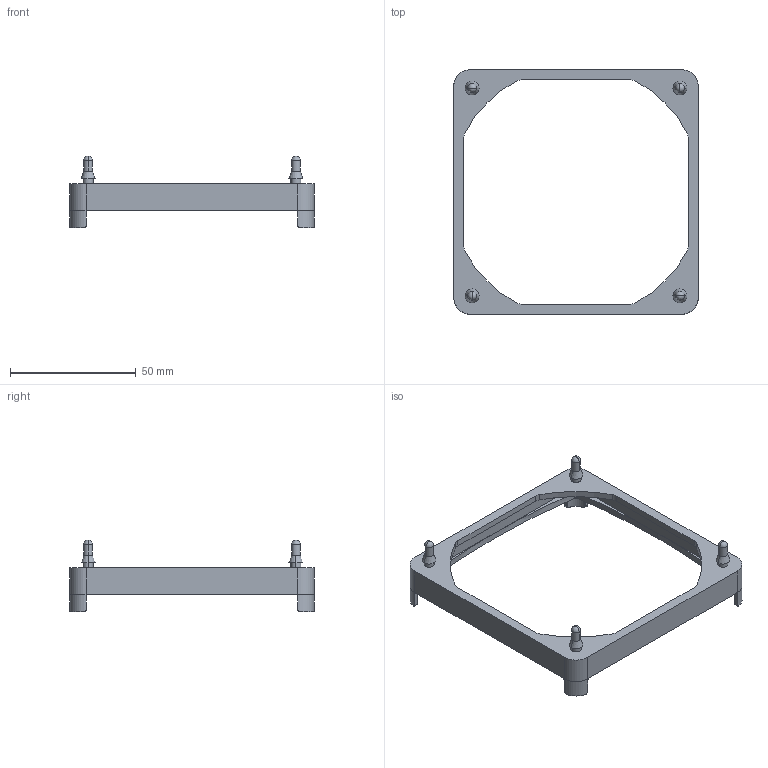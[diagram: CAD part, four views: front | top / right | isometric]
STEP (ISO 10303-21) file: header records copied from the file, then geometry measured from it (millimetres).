
FILE_DESCRIPTION((''),'2;1');
FILE_NAME('SLM-92-50-20.stp','2005-12-08T01:24:14',(''),(''),'Mechanical Desktop.R8.0.24.0','Mechanical Desktop.R8.0.24.0',', , ');
FILE_SCHEMA(('CONFIG_CONTROL_DESIGN'));
Length unit declared in the file: millimetre
Products named in the file (2): SLM-92-50-20 OVA; SLM-92-50-20 OV
Assembly tree (1 placements, depth 2):
  SLM-92-50-20 OVA
    SLM-92-50-20 OV
Bounding box: 97 x 97 x 28.5 mm (x, y, z)
Volume: 14742.4 mm3; surface area: 13881.3 mm2
Topology: 1 solids, 1 shells, 1317 faces, 3720 edges, 2447 vertices
Faces by surface type: bspline 893, plane 281, cylinder 107, sphere 24, cone 8, torus 4
Entity records: 49203 total; most frequent: CARTESIAN_POINT 21234, ORIENTED_EDGE 7376, EDGE_CURVE 3688, DIRECTION 2978, VERTEX_POINT 2439, B_SPLINE_CURVE_WITH_KNOTS 1815, VECTOR 1620, LINE 1620
